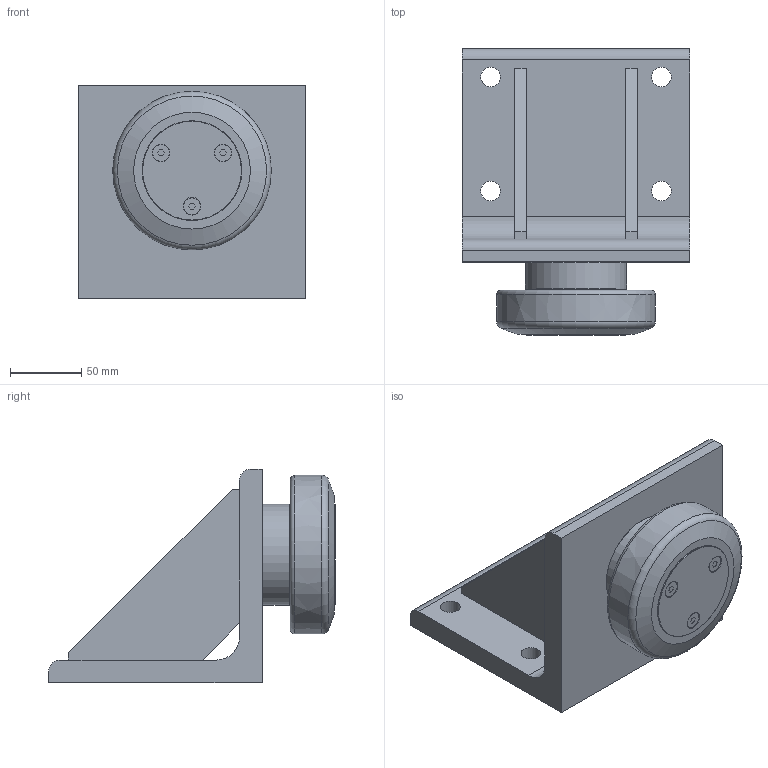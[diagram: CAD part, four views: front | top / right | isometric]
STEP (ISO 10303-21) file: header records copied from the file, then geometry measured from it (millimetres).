
FILE_DESCRIPTION(/* description */ ('-','CAx-IF Rec.Pracs.---Representation and Presentation of Product Manufacturing Information (PMI)---4.0---2014-10-13'),/* implementation_level */ '2;1');
FILE_NAME(/* name */ '85998112-96e0-47ca-b499-b0f8ab98afa5.stp',/* time_stamp */ '2020-04-01T16:50:17+02:00',/* author */ ('-'),/* organization */ ('NTI CADcenter A/S'),/* preprocessor_version */ 'ST-DEVELOPER v18',/* originating_system */ 'Autodesk Inventor 2020',/* authorisation */ '-');
FILE_SCHEMA (('AP242_MANAGED_MODEL_BASED_3D_ENGINEERING_MIM_LF { 1 0 10303 442 1 1 4 }'));
Length unit declared in the file: millimetre
Products named in the file (1): XTR 110.0400 BW1200_Kontur
Bounding box: 160 x 201.5 x 150 mm (x, y, z)
Volume: 1209820.2 mm3; surface area: 159688.1 mm2
Topology: 1 solids, 1 shells, 74 faces, 188 edges, 129 vertices
Faces by surface type: plane 51, cylinder 16, cone 4, torus 2, bspline 1
Full cylindrical faces by diameter (mm): 11.7 x3, 12.4 x3, 13.835 x4, 70 x1, 70.5 x1, 71 x1
Entity records: 2347 total; most frequent: CARTESIAN_POINT 418, DIRECTION 396, ORIENTED_EDGE 376, EDGE_CURVE 188, AXIS2_PLACEMENT_3D 134, VERTEX_POINT 129, LINE 128, VECTOR 128
